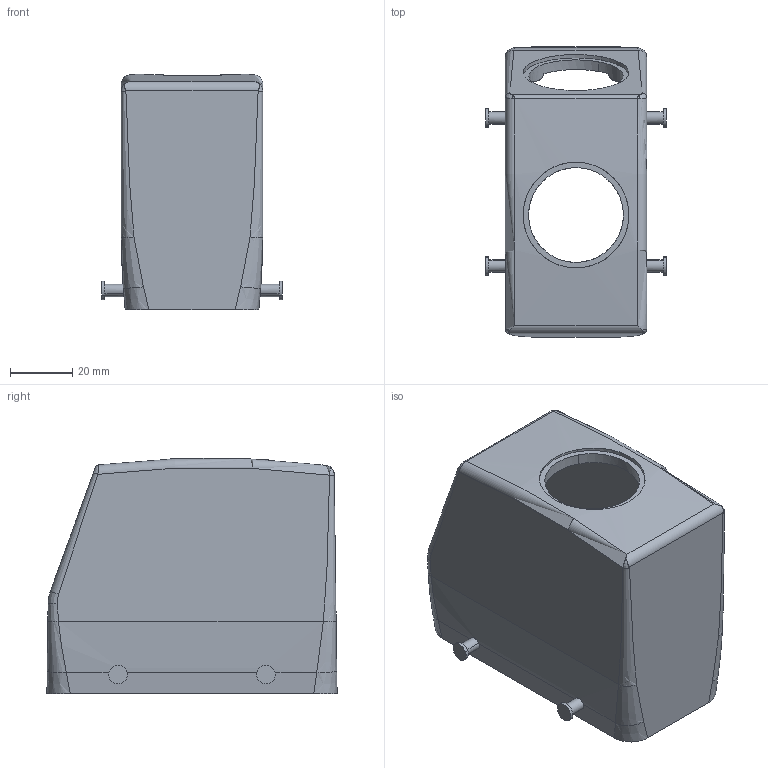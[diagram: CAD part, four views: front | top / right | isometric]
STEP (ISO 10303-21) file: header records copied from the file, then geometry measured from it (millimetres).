
FILE_DESCRIPTION(('CATIA V5R24 STEP','CAx-IF Rec.Pracs.--- Model Styling and Organization---1.2---2011-12-15'),'2;1');
FILE_NAME ('092572-3_1', '2018-09-18T06:58:00+00:00', ('Weidmueller Interface'), ('Weidmueller'), 'CATIA Version 5-6 Release 2014 SP4 HF52', 'CATIA V5 STEP AP214', 'none');
FILE_SCHEMA(('AUTOMOTIVE_DESIGN { 1 0 10303 214 1 1 1 1 }'));
Length unit declared in the file: millimetre
Products named in the file (1): 1927480000
Bounding box: 58 x 93.3 x 75.8 mm (x, y, z)
Volume: 93159.6 mm3; surface area: 41421.7 mm2
Topology: 1 solids, 1 shells, 111 faces, 279 edges, 178 vertices
Faces by surface type: cylinder 47, plane 40, bspline 22, torus 2
Entity records: 5703 total; most frequent: CARTESIAN_POINT 3432, ORIENTED_EDGE 554, DIRECTION 287, EDGE_CURVE 277, VERTEX_POINT 178, AXIS2_PLACEMENT_3D 129, EDGE_LOOP 125, ADVANCED_FACE 111
